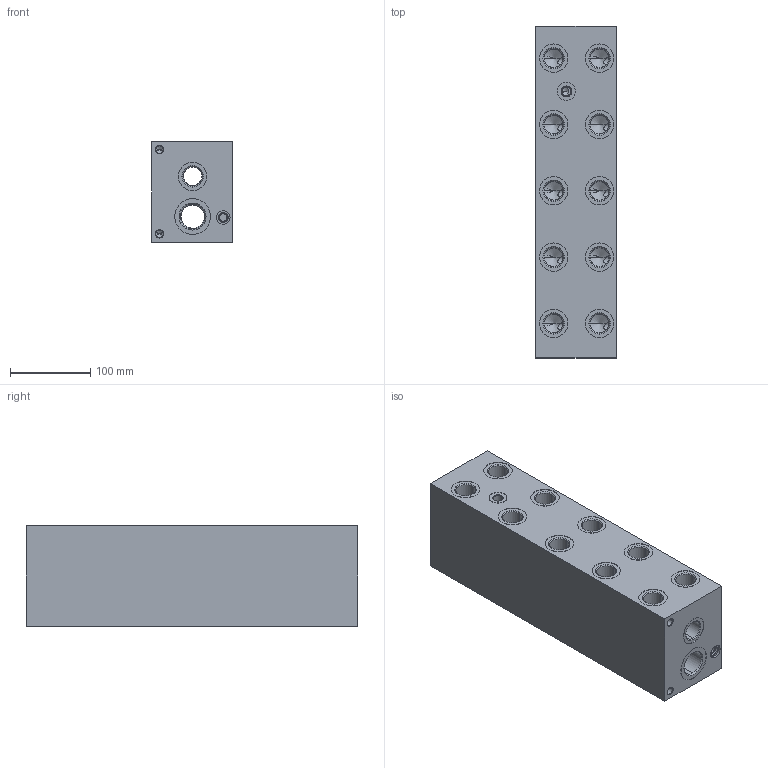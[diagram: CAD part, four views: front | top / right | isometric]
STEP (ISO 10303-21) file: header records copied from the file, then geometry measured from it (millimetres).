
FILE_DESCRIPTION((''),'2;1');
FILE_NAME('VMY_ASM','2021-10-04T',('ProEService'),(''),'PRO/ENGINEER BY PARAMETRIC TECHNOLOGY CORPORATION, 2014200','PRO/ENGINEER BY PARAMETRIC TECHNOLOGY CORPORATION, 2014200','');
FILE_SCHEMA(('CONFIG_CONTROL_DESIGN'));
Length unit declared in the file: inch
Products named in the file (3): 153-226-003; A330-006-004; VMY_ASM
Assembly tree (2 placements, depth 2):
  VMY_ASM
    153-226-003
    A330-006-004
Bounding box: 100.03 x 413.28 x 125.43 mm (x, y, z)
Volume: 4287359 mm3; surface area: 377665.4 mm2
Topology: 2 solids, 2 shells, 544 faces, 1907 edges, 1588 vertices
Faces by surface type: cone 258, cylinder 241, plane 41, torus 4
Entity records: 22126 total; most frequent: CARTESIAN_POINT 6396, DIRECTION 3403, ORIENTED_EDGE 2826, EDGE_CURVE 1413, AXIS2_PLACEMENT_3D 1218, VECTOR 967, LINE 967, VERTEX_POINT 914
